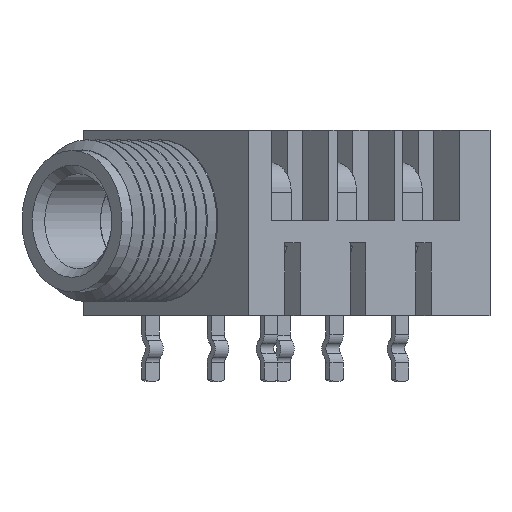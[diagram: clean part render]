
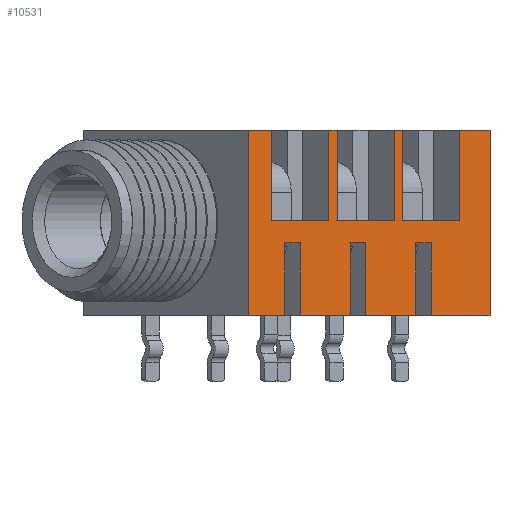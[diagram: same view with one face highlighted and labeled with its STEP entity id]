
A CAD part, front view. The second image highlights one B-rep face of the part: STEP entity #10531.
In plain terms, the highlighted face is planar.
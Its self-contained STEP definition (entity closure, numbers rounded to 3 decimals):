
#443=PLANE('',#11290);
#969=FACE_OUTER_BOUND('',#1559,.T.);
#1559=EDGE_LOOP('',(#8853,#8854,#8855,#8856,#8857,#8858,#8859,#8860,#8861,
#8862,#8863,#8864,#8865,#8866,#8867,#8868,#8869,#8870,#8871,#8872,#8873,
#8874,#8875,#8876,#8877,#8878,#8879,#8880));
#2231=LINE('',#15673,#3499);
#2246=LINE('',#15705,#3514);
#2271=LINE('',#15755,#3539);
#2296=LINE('',#15805,#3564);
#2334=LINE('',#15886,#3602);
#2338=LINE('',#15895,#3606);
#2355=LINE('',#15928,#3623);
#2359=LINE('',#15937,#3627);
#2371=LINE('',#15962,#3639);
#2378=LINE('',#15976,#3646);
#2405=LINE('',#16032,#3673);
#2411=LINE('',#16042,#3679);
#2417=LINE('',#16052,#3685);
#2484=LINE('',#16177,#3752);
#2485=LINE('',#16178,#3753);
#2486=LINE('',#16179,#3754);
#2501=LINE('',#16208,#3769);
#2526=LINE('',#16255,#3794);
#2539=LINE('',#16284,#3807);
#2541=LINE('',#16287,#3809);
#2571=LINE('',#16339,#3839);
#2624=LINE('',#16442,#3892);
#2626=LINE('',#16446,#3894);
#2629=LINE('',#16452,#3897);
#2642=LINE('',#16477,#3910);
#2643=LINE('',#16478,#3911);
#2644=LINE('',#16479,#3912);
#2645=LINE('',#16480,#3913);
#3499=VECTOR('',#12679,1.);
#3514=VECTOR('',#12702,1.);
#3539=VECTOR('',#12733,1.);
#3564=VECTOR('',#12764,1.);
#3602=VECTOR('',#12834,1.);
#3606=VECTOR('',#12842,1.);
#3623=VECTOR('',#12869,1.);
#3627=VECTOR('',#12877,1.);
#3639=VECTOR('',#12897,1.);
#3646=VECTOR('',#12906,1.);
#3673=VECTOR('',#12953,1.);
#3679=VECTOR('',#12961,1.);
#3685=VECTOR('',#12969,1.);
#3752=VECTOR('',#13074,1.);
#3753=VECTOR('',#13075,1.);
#3754=VECTOR('',#13076,1.);
#3769=VECTOR('',#13091,1.);
#3794=VECTOR('',#13120,1.);
#3807=VECTOR('',#13141,1.);
#3809=VECTOR('',#13145,1.);
#3839=VECTOR('',#13197,1.);
#3892=VECTOR('',#13322,1.);
#3894=VECTOR('',#13326,1.);
#3897=VECTOR('',#13331,1.);
#3910=VECTOR('',#13360,1.);
#3911=VECTOR('',#13361,1.);
#3912=VECTOR('',#13362,1.);
#3913=VECTOR('',#13363,1.);
#4912=VERTEX_POINT('',#15666);
#4915=VERTEX_POINT('',#15671);
#4927=VERTEX_POINT('',#15702);
#4928=VERTEX_POINT('',#15704);
#4949=VERTEX_POINT('',#15752);
#4950=VERTEX_POINT('',#15754);
#4971=VERTEX_POINT('',#15802);
#4972=VERTEX_POINT('',#15804);
#4996=VERTEX_POINT('',#15878);
#4999=VERTEX_POINT('',#15884);
#5001=VERTEX_POINT('',#15892);
#5002=VERTEX_POINT('',#15894);
#5010=VERTEX_POINT('',#15920);
#5013=VERTEX_POINT('',#15926);
#5015=VERTEX_POINT('',#15934);
#5016=VERTEX_POINT('',#15936);
#5024=VERTEX_POINT('',#15959);
#5025=VERTEX_POINT('',#15961);
#5030=VERTEX_POINT('',#15973);
#5031=VERTEX_POINT('',#15975);
#5050=VERTEX_POINT('',#16031);
#5053=VERTEX_POINT('',#16041);
#5056=VERTEX_POINT('',#16051);
#5109=VERTEX_POINT('',#16206);
#5152=VERTEX_POINT('',#16337);
#5166=VERTEX_POINT('',#16441);
#5167=VERTEX_POINT('',#16445);
#5169=VERTEX_POINT('',#16451);
#6078=EDGE_CURVE('',#4915,#4912,#2231,.T.);
#6093=EDGE_CURVE('',#4928,#4927,#2246,.T.);
#6118=EDGE_CURVE('',#4950,#4949,#2271,.T.);
#6143=EDGE_CURVE('',#4972,#4971,#2296,.T.);
#6181=EDGE_CURVE('',#4996,#4999,#2334,.T.);
#6185=EDGE_CURVE('',#5002,#5001,#2338,.T.);
#6202=EDGE_CURVE('',#5010,#5013,#2355,.T.);
#6206=EDGE_CURVE('',#5016,#5015,#2359,.T.);
#6218=EDGE_CURVE('',#5025,#5024,#2371,.T.);
#6225=EDGE_CURVE('',#5031,#5030,#2378,.T.);
#6252=EDGE_CURVE('',#5050,#4928,#2405,.T.);
#6258=EDGE_CURVE('',#5053,#4950,#2411,.T.);
#6264=EDGE_CURVE('',#5056,#4972,#2417,.T.);
#6331=EDGE_CURVE('',#5031,#5015,#2484,.T.);
#6332=EDGE_CURVE('',#5010,#5001,#2485,.T.);
#6333=EDGE_CURVE('',#4996,#4915,#2486,.T.);
#6348=EDGE_CURVE('',#5109,#5024,#2501,.T.);
#6373=EDGE_CURVE('',#5013,#5016,#2526,.T.);
#6386=EDGE_CURVE('',#4999,#5002,#2539,.T.);
#6388=EDGE_CURVE('',#5030,#5025,#2541,.T.);
#6418=EDGE_CURVE('',#5109,#5152,#2571,.T.);
#6471=EDGE_CURVE('',#5166,#5056,#2624,.T.);
#6473=EDGE_CURVE('',#5167,#5050,#2626,.T.);
#6476=EDGE_CURVE('',#5169,#5053,#2629,.T.);
#6489=EDGE_CURVE('',#5152,#5169,#2642,.T.);
#6490=EDGE_CURVE('',#4949,#5167,#2643,.T.);
#6491=EDGE_CURVE('',#4927,#5166,#2644,.T.);
#6492=EDGE_CURVE('',#4971,#4912,#2645,.T.);
#8853=ORIENTED_EDGE('',*,*,#6206,.T.);
#8854=ORIENTED_EDGE('',*,*,#6331,.F.);
#8855=ORIENTED_EDGE('',*,*,#6225,.T.);
#8856=ORIENTED_EDGE('',*,*,#6388,.T.);
#8857=ORIENTED_EDGE('',*,*,#6218,.T.);
#8858=ORIENTED_EDGE('',*,*,#6348,.F.);
#8859=ORIENTED_EDGE('',*,*,#6418,.T.);
#8860=ORIENTED_EDGE('',*,*,#6489,.T.);
#8861=ORIENTED_EDGE('',*,*,#6476,.T.);
#8862=ORIENTED_EDGE('',*,*,#6258,.T.);
#8863=ORIENTED_EDGE('',*,*,#6118,.T.);
#8864=ORIENTED_EDGE('',*,*,#6490,.T.);
#8865=ORIENTED_EDGE('',*,*,#6473,.T.);
#8866=ORIENTED_EDGE('',*,*,#6252,.T.);
#8867=ORIENTED_EDGE('',*,*,#6093,.T.);
#8868=ORIENTED_EDGE('',*,*,#6491,.T.);
#8869=ORIENTED_EDGE('',*,*,#6471,.T.);
#8870=ORIENTED_EDGE('',*,*,#6264,.T.);
#8871=ORIENTED_EDGE('',*,*,#6143,.T.);
#8872=ORIENTED_EDGE('',*,*,#6492,.T.);
#8873=ORIENTED_EDGE('',*,*,#6078,.F.);
#8874=ORIENTED_EDGE('',*,*,#6333,.F.);
#8875=ORIENTED_EDGE('',*,*,#6181,.T.);
#8876=ORIENTED_EDGE('',*,*,#6386,.T.);
#8877=ORIENTED_EDGE('',*,*,#6185,.T.);
#8878=ORIENTED_EDGE('',*,*,#6332,.F.);
#8879=ORIENTED_EDGE('',*,*,#6202,.T.);
#8880=ORIENTED_EDGE('',*,*,#6373,.T.);
#10531=ADVANCED_FACE('',(#969),#443,.T.);
#11290=AXIS2_PLACEMENT_3D('',#16476,#13358,#13359);
#12679=DIRECTION('',(0.,0.,1.));
#12702=DIRECTION('',(0.,0.,1.));
#12733=DIRECTION('',(0.,0.,1.));
#12764=DIRECTION('',(0.,0.,1.));
#12834=DIRECTION('',(0.,0.,1.));
#12842=DIRECTION('',(0.,0.,-1.));
#12869=DIRECTION('',(0.,0.,1.));
#12877=DIRECTION('',(0.,0.,-1.));
#12897=DIRECTION('',(0.,0.,-1.));
#12906=DIRECTION('',(0.,0.,1.));
#12953=DIRECTION('',(1.,0.,0.));
#12961=DIRECTION('',(1.,0.,0.));
#12969=DIRECTION('',(1.,0.,0.));
#13074=DIRECTION('',(1.,0.,0.));
#13075=DIRECTION('',(1.,0.,0.));
#13076=DIRECTION('',(1.,0.,0.));
#13091=DIRECTION('',(1.,0.,0.));
#13120=DIRECTION('',(-1.,0.,0.));
#13141=DIRECTION('',(-1.,0.,0.));
#13145=DIRECTION('',(-1.,0.,0.));
#13197=DIRECTION('',(0.,0.,1.));
#13322=DIRECTION('',(0.,0.,-1.));
#13326=DIRECTION('',(0.,0.,-1.));
#13331=DIRECTION('',(0.,0.,-1.));
#13358=DIRECTION('center_axis',(0.,1.,0.));
#13359=DIRECTION('ref_axis',(0.,0.,1.));
#13360=DIRECTION('',(1.,0.,0.));
#13361=DIRECTION('',(1.,0.,0.));
#13362=DIRECTION('',(1.,0.,0.));
#13363=DIRECTION('',(1.,0.,0.));
#15666=CARTESIAN_POINT('',(318.873,116.46,12.7));
#15671=CARTESIAN_POINT('',(318.873,116.46,0.));
#15673=CARTESIAN_POINT('',(318.873,116.46,0.));
#15702=CARTESIAN_POINT('',(310.273,116.46,12.7));
#15704=CARTESIAN_POINT('',(310.273,116.46,6.5));
#15705=CARTESIAN_POINT('',(310.273,116.46,6.5));
#15752=CARTESIAN_POINT('',(303.923,116.46,12.7));
#15754=CARTESIAN_POINT('',(303.923,116.46,6.5));
#15755=CARTESIAN_POINT('',(303.923,116.46,6.5));
#15802=CARTESIAN_POINT('',(316.623,116.46,12.7));
#15804=CARTESIAN_POINT('',(316.623,116.46,6.5));
#15805=CARTESIAN_POINT('',(316.623,116.46,6.5));
#15878=CARTESIAN_POINT('',(315.373,116.46,0.));
#15884=CARTESIAN_POINT('',(315.373,116.46,5.));
#15886=CARTESIAN_POINT('',(315.373,116.46,0.));
#15892=CARTESIAN_POINT('',(313.873,116.46,0.));
#15894=CARTESIAN_POINT('',(313.873,116.46,5.));
#15895=CARTESIAN_POINT('',(313.873,116.46,5.));
#15920=CARTESIAN_POINT('',(309.023,116.46,0.));
#15926=CARTESIAN_POINT('',(309.023,116.46,5.));
#15928=CARTESIAN_POINT('',(309.023,116.46,0.));
#15934=CARTESIAN_POINT('',(307.523,116.46,0.));
#15936=CARTESIAN_POINT('',(307.523,116.46,5.));
#15937=CARTESIAN_POINT('',(307.523,116.46,5.));
#15959=CARTESIAN_POINT('',(301.173,116.46,0.));
#15961=CARTESIAN_POINT('',(301.173,116.46,5.));
#15962=CARTESIAN_POINT('',(301.173,116.46,5.));
#15973=CARTESIAN_POINT('',(302.673,116.46,5.));
#15975=CARTESIAN_POINT('',(302.673,116.46,0.));
#15976=CARTESIAN_POINT('',(302.673,116.46,0.));
#16031=CARTESIAN_POINT('',(304.773,116.46,6.5));
#16032=CARTESIAN_POINT('',(304.773,116.46,6.5));
#16041=CARTESIAN_POINT('',(298.423,116.46,6.5));
#16042=CARTESIAN_POINT('',(298.423,116.46,6.5));
#16051=CARTESIAN_POINT('',(311.123,116.46,6.5));
#16052=CARTESIAN_POINT('',(311.123,116.46,6.5));
#16177=CARTESIAN_POINT('',(302.673,116.46,0.));
#16178=CARTESIAN_POINT('',(309.023,116.46,0.));
#16179=CARTESIAN_POINT('',(315.373,116.46,0.));
#16206=CARTESIAN_POINT('',(295.473,116.46,0.));
#16208=CARTESIAN_POINT('',(295.473,116.46,0.));
#16255=CARTESIAN_POINT('',(309.023,116.46,5.));
#16284=CARTESIAN_POINT('',(315.373,116.46,5.));
#16287=CARTESIAN_POINT('',(302.673,116.46,5.));
#16337=CARTESIAN_POINT('',(295.473,116.46,12.7));
#16339=CARTESIAN_POINT('',(295.473,116.46,0.));
#16441=CARTESIAN_POINT('',(311.123,116.46,12.7));
#16442=CARTESIAN_POINT('',(311.123,116.46,12.7));
#16445=CARTESIAN_POINT('',(304.773,116.46,12.7));
#16446=CARTESIAN_POINT('',(304.773,116.46,12.7));
#16451=CARTESIAN_POINT('',(298.423,116.46,12.7));
#16452=CARTESIAN_POINT('',(298.423,116.46,12.7));
#16476=CARTESIAN_POINT('Origin',(295.473,116.46,0.));
#16477=CARTESIAN_POINT('',(295.473,116.46,12.7));
#16478=CARTESIAN_POINT('',(303.923,116.46,12.7));
#16479=CARTESIAN_POINT('',(310.273,116.46,12.7));
#16480=CARTESIAN_POINT('',(316.623,116.46,12.7));
